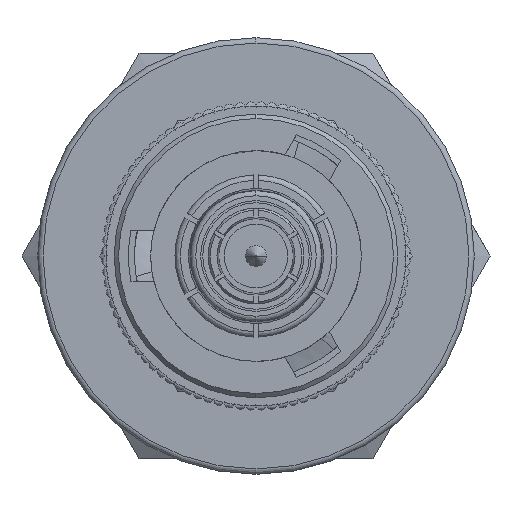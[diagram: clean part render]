
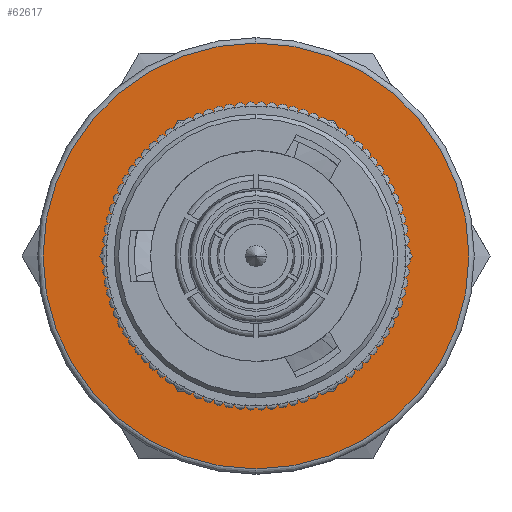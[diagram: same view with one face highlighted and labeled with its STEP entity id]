
A CAD part, left-side view. The second image highlights one B-rep face of the part: STEP entity #62617.
In plain terms, the highlighted planar face has unit normal (-1, 0, 0).
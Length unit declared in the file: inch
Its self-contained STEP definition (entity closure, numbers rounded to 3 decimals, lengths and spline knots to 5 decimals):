
#880 = VERTEX_POINT ( 'NONE', #5862 ) ;
#1073 = CIRCLE ( 'NONE', #37278, 0.275 ) ;
#2227 = PLANE ( 'NONE',  #45486 ) ;
#5126 = ORIENTED_EDGE ( 'NONE', *, *, #46307, .T. ) ;
#5862 = CARTESIAN_POINT ( 'NONE',  ( -0.85374, 0., -0.275 ) ) ;
#6117 = ORIENTED_EDGE ( 'NONE', *, *, #31925, .F. ) ;
#6202 = CIRCLE ( 'NONE', #25880, 0.275 ) ;
#6427 = FACE_OUTER_BOUND ( 'NONE', #12213, .T. ) ;
#7602 = DIRECTION ( 'NONE',  ( 1., 0., 0. ) ) ;
#9131 = DIRECTION ( 'NONE',  ( 0., 0., -1. ) ) ;
#11995 = AXIS2_PLACEMENT_3D ( 'NONE', #57637, #42487, #9131 ) ;
#12213 = EDGE_LOOP ( 'NONE', ( #53440, #6117 ) ) ;
#12801 = DIRECTION ( 'NONE',  ( 0., 0., -1. ) ) ;
#17657 = DIRECTION ( 'NONE',  ( 0., 0., -1. ) ) ;
#19274 = CIRCLE ( 'NONE', #11995, 0.394 ) ;
#21355 = DIRECTION ( 'NONE',  ( 1., 0., 0. ) ) ;
#21678 = CARTESIAN_POINT ( 'NONE',  ( -0.85374, 0.394, 0. ) ) ;
#24197 = ORIENTED_EDGE ( 'NONE', *, *, #47586, .T. ) ;
#25880 = AXIS2_PLACEMENT_3D ( 'NONE', #62576, #48032, #17657 ) ;
#26025 = CARTESIAN_POINT ( 'NONE',  ( -0.85374, 0., -0.394 ) ) ;
#26219 = DIRECTION ( 'NONE',  ( 0., 0., -1. ) ) ;
#27903 = CARTESIAN_POINT ( 'NONE',  ( -0.85374, 0., 0. ) ) ;
#31925 = EDGE_CURVE ( 'NONE', #54637, #38758, #19274, .T. ) ;
#37278 = AXIS2_PLACEMENT_3D ( 'NONE', #27903, #52772, #62777 ) ;
#38758 = VERTEX_POINT ( 'NONE', #26025 ) ;
#39889 = CARTESIAN_POINT ( 'NONE',  ( -0.85374, 0., 0.394 ) ) ;
#40974 = AXIS2_PLACEMENT_3D ( 'NONE', #48359, #7602, #12801 ) ;
#42487 = DIRECTION ( 'NONE',  ( 1., 0., 0. ) ) ;
#43329 = EDGE_CURVE ( 'NONE', #38758, #54637, #60562, .T. ) ;
#45486 = AXIS2_PLACEMENT_3D ( 'NONE', #21678, #21355, #26219 ) ;
#46307 = EDGE_CURVE ( 'NONE', #880, #50300, #6202, .T. ) ;
#46542 = FACE_BOUND ( 'NONE', #63037, .T. ) ;
#47586 = EDGE_CURVE ( 'NONE', #50300, #880, #1073, .T. ) ;
#48032 = DIRECTION ( 'NONE',  ( 1., 0., 0. ) ) ;
#48359 = CARTESIAN_POINT ( 'NONE',  ( -0.85374, 0., 0. ) ) ;
#50300 = VERTEX_POINT ( 'NONE', #54521 ) ;
#52772 = DIRECTION ( 'NONE',  ( 1., 0., 0. ) ) ;
#53440 = ORIENTED_EDGE ( 'NONE', *, *, #43329, .F. ) ;
#54521 = CARTESIAN_POINT ( 'NONE',  ( -0.85374, 0., 0.275 ) ) ;
#54637 = VERTEX_POINT ( 'NONE', #39889 ) ;
#57637 = CARTESIAN_POINT ( 'NONE',  ( -0.85374, 0., 0. ) ) ;
#60562 = CIRCLE ( 'NONE', #40974, 0.394 ) ;
#62576 = CARTESIAN_POINT ( 'NONE',  ( -0.85374, 0., 0. ) ) ;
#62617 = ADVANCED_FACE ( 'NONE', ( #6427, #46542 ), #2227, .F. ) ;
#62777 = DIRECTION ( 'NONE',  ( 0., 0., -1. ) ) ;
#63037 = EDGE_LOOP ( 'NONE', ( #5126, #24197 ) ) ;
